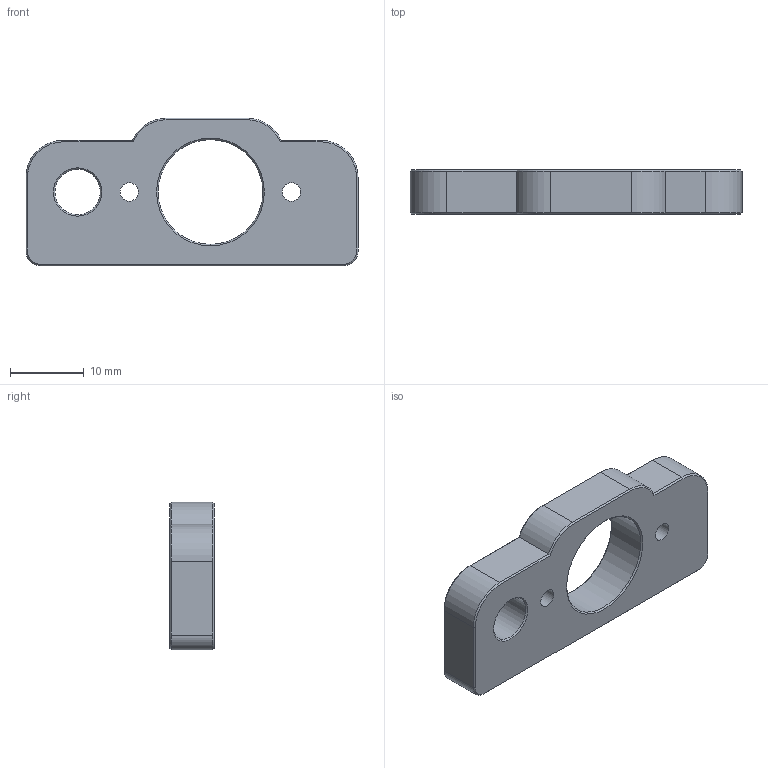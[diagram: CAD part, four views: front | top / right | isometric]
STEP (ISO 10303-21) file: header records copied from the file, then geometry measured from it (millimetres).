
FILE_DESCRIPTION(/* description */ (''),/* implementation_level */ '2;1');
FILE_NAME(/* name */ 'z_end_PT.stp',/* time_stamp */ '2015-03-03T21:02:30+09:00',/* author */ (''),/* organization */ (''),/* preprocessor_version */ 'ST-DEVELOPER v16',/* originating_system */ 'Autodesk Translator Framework v4.0.0.4510',/* authorisation */ '');
FILE_SCHEMA (('AUTOMOTIVE_DESIGN { 1 0 10303 214 3 1 1 }'));
Length unit declared in the file: centimetre
Products named in the file (1): z_end_left_bear v18
Bounding box: 45 x 6 x 20 mm (x, y, z)
Volume: 3637.5 mm3; surface area: 2372.2 mm2
Topology: 1 solids, 1 shells, 46 faces, 104 edges, 60 vertices
Faces by surface type: plane 20, cone 16, cylinder 10
Full cylindrical faces by diameter (mm): 2.5 x2, 6.15 x1, 14.2 x1
Entity records: 1271 total; most frequent: DIRECTION 222, CARTESIAN_POINT 215, ORIENTED_EDGE 192, EDGE_CURVE 96, AXIS2_PLACEMENT_3D 83, EDGE_LOOP 62, VERTEX_POINT 60, LINE 56
